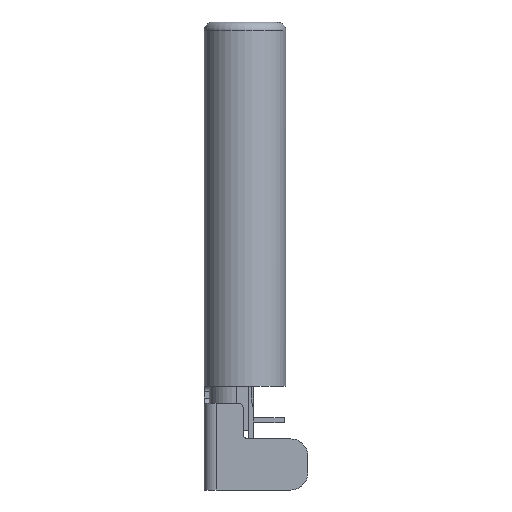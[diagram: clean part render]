
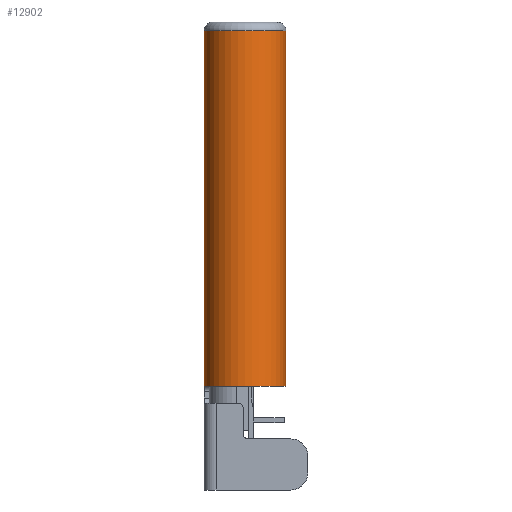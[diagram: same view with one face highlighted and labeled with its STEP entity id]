
A CAD part, left-side view. The second image highlights one B-rep face of the part: STEP entity #12902.
In plain terms, the highlighted cylindrical face has radius 1.2 mm (diameter 2.4 mm), a partial arc.
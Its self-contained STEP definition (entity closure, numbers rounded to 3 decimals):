
#68=CARTESIAN_POINT('',(-2.925,0.,-0.25));
#69=DIRECTION('',(0.,0.,-1.));
#70=DIRECTION('',(0.,-1.,0.));
#71=AXIS2_PLACEMENT_3D('',#68,#69,#70);
#73=CARTESIAN_POINT('',(-2.925,0.,-0.25));
#74=DIRECTION('',(0.,0.,-1.));
#75=DIRECTION('',(-0.029,-1.,0.));
#76=AXIS2_PLACEMENT_3D('',#73,#74,#75);
#78=CARTESIAN_POINT('',(-2.925,0.,-0.25));
#79=DIRECTION('',(0.,0.,-1.));
#80=DIRECTION('',(-1.,0.,0.));
#81=AXIS2_PLACEMENT_3D('',#78,#79,#80);
#344=CARTESIAN_POINT('',(-2.925,0.,-10.7));
#345=DIRECTION('',(0.,0.,1.));
#346=DIRECTION('',(0.,1.,0.));
#347=AXIS2_PLACEMENT_3D('',#344,#345,#346);
#349=CARTESIAN_POINT('',(-2.925,0.,-10.7));
#350=DIRECTION('',(0.,0.,1.));
#351=DIRECTION('',(-1.,0.,0.));
#352=AXIS2_PLACEMENT_3D('',#349,#350,#351);
#4489=DIRECTION('',(0.,0.,1.));
#4490=VECTOR('',#4489,10.45);
#4491=CARTESIAN_POINT('',(-2.925,1.2,-10.7));
#4492=LINE('',#4491,#4490);
#4493=DIRECTION('',(0.,0.,-1.));
#4494=VECTOR('',#4493,10.45);
#4495=CARTESIAN_POINT('',(-2.925,-1.2,-0.25));
#4496=LINE('',#4495,#4494);
#5386=CARTESIAN_POINT('',(-2.925,-1.2,-0.25));
#5387=VERTEX_POINT('',#5386);
#5388=CARTESIAN_POINT('',(-4.125,0.,-0.25));
#5389=CARTESIAN_POINT('',(-2.925,1.2,-0.25));
#5390=VERTEX_POINT('',#5388);
#5391=VERTEX_POINT('',#5389);
#5392=CARTESIAN_POINT('',(-2.96,-1.199,-0.25));
#5393=VERTEX_POINT('',#5392);
#5428=CARTESIAN_POINT('',(-2.925,1.2,-10.7));
#5429=VERTEX_POINT('',#5428);
#5618=CARTESIAN_POINT('',(-4.125,0.,-10.7));
#5619=VERTEX_POINT('',#5618);
#5620=CARTESIAN_POINT('',(-2.925,-1.2,-10.7));
#5621=VERTEX_POINT('',#5620);
#12887=CARTESIAN_POINT('',(-2.925,0.,0.));
#12888=DIRECTION('',(0.,0.,1.));
#12889=DIRECTION('',(1.,0.,0.));
#12890=AXIS2_PLACEMENT_3D('',#12887,#12888,#12889);
#12891=CYLINDRICAL_SURFACE('',#12890,1.2);
#12892=ORIENTED_EDGE('',*,*,#7270,.F.);
#12893=ORIENTED_EDGE('',*,*,#7268,.F.);
#12894=ORIENTED_EDGE('',*,*,#7047,.T.);
#12895=ORIENTED_EDGE('',*,*,#6963,.F.);
#12896=ORIENTED_EDGE('',*,*,#6961,.F.);
#12897=ORIENTED_EDGE('',*,*,#6959,.F.);
#12899=ORIENTED_EDGE('',*,*,#12898,.T.);
#12900=EDGE_LOOP('',(#12892,#12893,#12894,#12895,#12896,#12897,#12899));
#12901=FACE_OUTER_BOUND('',#12900,.F.);
#12902=ADVANCED_FACE('',(#12901),#12891,.T.);
#72=CIRCLE('',#71,1.2);
#77=CIRCLE('',#76,1.2);
#82=CIRCLE('',#81,1.2);
#348=CIRCLE('',#347,1.2);
#353=CIRCLE('',#352,1.2);
#6959=EDGE_CURVE('',#5387,#5393,#72,.T.);
#6961=EDGE_CURVE('',#5393,#5390,#77,.T.);
#6963=EDGE_CURVE('',#5390,#5391,#82,.T.);
#7047=EDGE_CURVE('',#5429,#5391,#4492,.T.);
#7268=EDGE_CURVE('',#5429,#5619,#348,.T.);
#7270=EDGE_CURVE('',#5619,#5621,#353,.T.);
#12898=EDGE_CURVE('',#5387,#5621,#4496,.T.);
